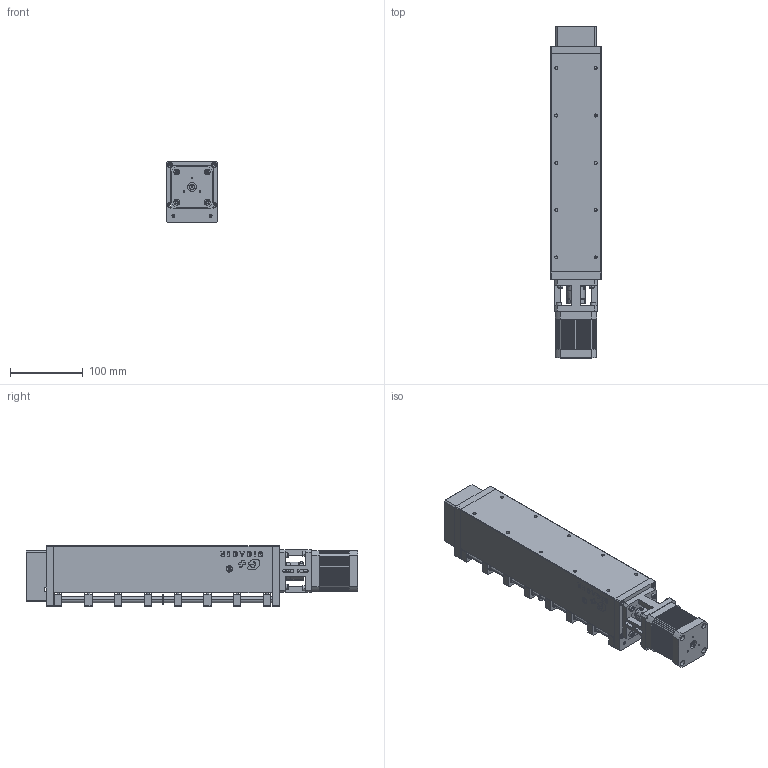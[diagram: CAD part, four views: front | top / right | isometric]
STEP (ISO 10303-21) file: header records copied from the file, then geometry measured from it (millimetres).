
FILE_DESCRIPTION (( 'STEP AP203' ), '1' );
FILE_NAME ('GPM708ZL2MN2.STEP', '2021-06-19T06:16:33', ( '微软用户' ), ( '微软中国' ), 'SwSTEP 2.0', 'SolidWorks 2016', '' );
FILE_SCHEMA (( 'CONFIG_CONTROL_DESIGN' ));
Products named in the file (1): GPM708ZL2MN2
Bounding box: 70 x 456.06 x 83.5 mm (x, y, z)
Surface area: 215254.9 mm2 (no closed solid volume)
Topology: 0 solids, 151 shells, 1313 faces, 4382 edges, 3129 vertices
Faces by surface type: plane 585, cylinder 497, cone 153, bspline 42, torus 36
Entity records: 49990 total; most frequent: CARTESIAN_POINT 12313, DIRECTION 8144, ORIENTED_EDGE 6373, EDGE_CURVE 4378, VERTEX_POINT 3129, AXIS2_PLACEMENT_3D 2804, VECTOR 2536, LINE 2536
